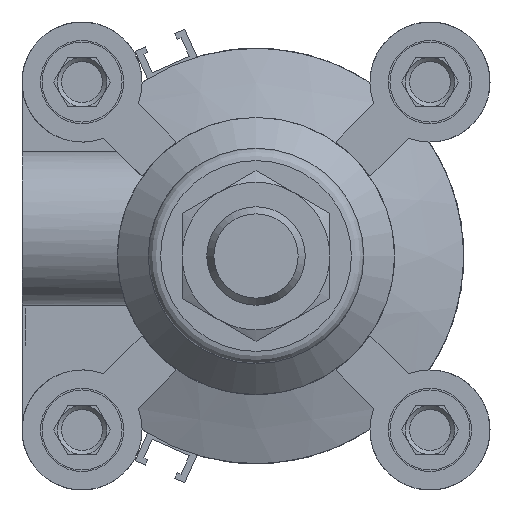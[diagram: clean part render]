
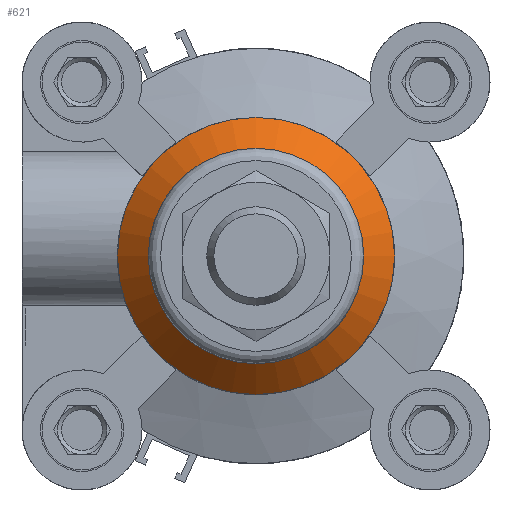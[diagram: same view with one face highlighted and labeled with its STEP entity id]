
A CAD part, left-side view. The second image highlights one B-rep face of the part: STEP entity #621.
In plain terms, the highlighted conical face has half-angle 45 degrees and reference radius 22.5 mm.
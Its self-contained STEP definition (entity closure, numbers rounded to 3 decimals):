
#621 = ADVANCED_FACE( '', ( #1496, #1497 ), #1498, .T. );
#1496 = FACE_BOUND( '', #2712, .T. );
#1497 = FACE_OUTER_BOUND( '', #2713, .T. );
#1498 = CONICAL_SURFACE( '', #2714, 22.5, 0.785 );
#2712 = EDGE_LOOP( '', ( #4415 ) );
#2713 = EDGE_LOOP( '', ( #4416 ) );
#2714 = AXIS2_PLACEMENT_3D( '', #4417, #4418, #4419 );
#4415 = ORIENTED_EDGE( '', *, *, #7093, .F. );
#4416 = ORIENTED_EDGE( '', *, *, #7275, .T. );
#4417 = CARTESIAN_POINT( '', ( 47.5, 0., 0. ) );
#4418 = DIRECTION( '', ( -1., 0., 0. ) );
#4419 = DIRECTION( '', ( 0., 0., 1. ) );
#7093 = EDGE_CURVE( '', #8512, #8512, #8513, .T. );
#7275 = EDGE_CURVE( '', #8822, #8822, #8823, .T. );
#8512 = VERTEX_POINT( '', #10482 );
#8513 = CIRCLE( '', #10483, 17.5 );
#8822 = VERTEX_POINT( '', #10959 );
#8823 = CIRCLE( '', #10960, 22.5 );
#10482 = CARTESIAN_POINT( '', ( 52.5, 0., -17.5 ) );
#10483 = AXIS2_PLACEMENT_3D( '', #12698, #12699, #12700 );
#10959 = CARTESIAN_POINT( '', ( 47.5, 0., -22.5 ) );
#10960 = AXIS2_PLACEMENT_3D( '', #12956, #12957, #12958 );
#12698 = CARTESIAN_POINT( '', ( 52.5, 0., 0. ) );
#12699 = DIRECTION( '', ( 1., 0., 0. ) );
#12700 = DIRECTION( '', ( 0., 0., -1. ) );
#12956 = CARTESIAN_POINT( '', ( 47.5, 0., 0. ) );
#12957 = DIRECTION( '', ( 1., 0., 0. ) );
#12958 = DIRECTION( '', ( 0., 0., -1. ) );
